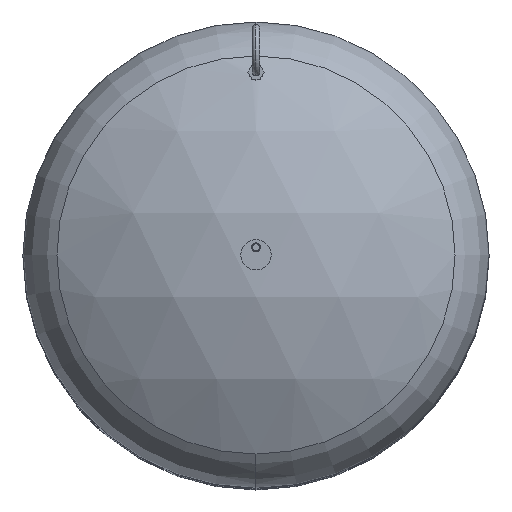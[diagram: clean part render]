
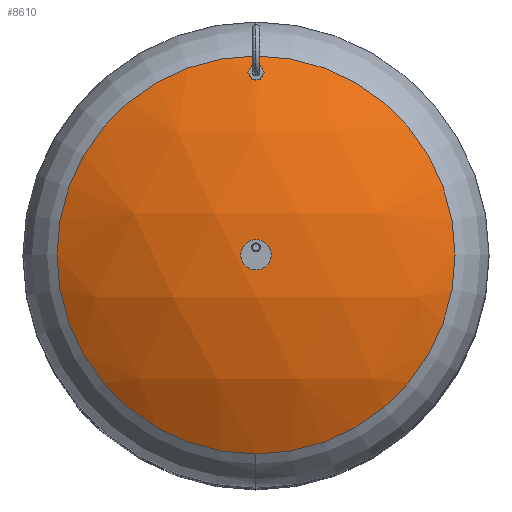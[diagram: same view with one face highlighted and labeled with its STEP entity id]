
A CAD part, top view. The second image highlights one B-rep face of the part: STEP entity #8610.
In plain terms, the highlighted spherical face has radius 594 mm.
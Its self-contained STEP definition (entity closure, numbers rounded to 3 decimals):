
#8409=CARTESIAN_POINT('',(0.,-315.931,2059.014));
#8410=VERTEX_POINT('',#8409);
#8426=CARTESIAN_POINT('',(0.,315.931,2059.014));
#8427=VERTEX_POINT('',#8426);
#8435=CARTESIAN_POINT('',(315.931,0.,2059.014));
#8436=VERTEX_POINT('',#8435);
#8437=CARTESIAN_POINT('',(0.,0.,2059.014));
#8438=DIRECTION('',(0.0,0.0,-1.0));
#8439=DIRECTION('',(1.0,0.0,0.0));
#8440=AXIS2_PLACEMENT_3D('',#8437,#8438,#8439);
#8441=CIRCLE('',#8440,315.931);
#8442=EDGE_CURVE('',#8427,#8436,#8441,.T.);
#8444=CARTESIAN_POINT('',(0.,0.,2059.014));
#8445=DIRECTION('',(0.0,0.0,-1.0));
#8446=DIRECTION('',(1.0,0.0,0.0));
#8447=AXIS2_PLACEMENT_3D('',#8444,#8445,#8446);
#8448=CIRCLE('',#8447,315.931);
#8449=EDGE_CURVE('',#8436,#8410,#8448,.T.);
#8461=CARTESIAN_POINT('',(0.,300.65,2068.294));
#8462=VERTEX_POINT('',#8461);
#8478=CARTESIAN_POINT('',(0.,279.35,2080.213));
#8479=VERTEX_POINT('',#8478);
#8486=CARTESIAN_POINT('',(0.,300.65,2068.294));
#8487=CARTESIAN_POINT('',(0.665,300.65,2068.294));
#8488=CARTESIAN_POINT('',(1.348,300.587,2068.33));
#8489=CARTESIAN_POINT('',(2.7,300.325,2068.478));
#8490=CARTESIAN_POINT('',(3.368,300.127,2068.591));
#8491=CARTESIAN_POINT('',(4.642,299.61,2068.883));
#8492=CARTESIAN_POINT('',(5.249,299.29,2069.063));
#8493=CARTESIAN_POINT('',(6.366,298.564,2069.474));
#8494=CARTESIAN_POINT('',(6.875,298.157,2069.704));
#8495=CARTESIAN_POINT('',(7.848,297.235,2070.224));
#8496=CARTESIAN_POINT('',(8.329,296.677,2070.538));
#8497=CARTESIAN_POINT('',(9.168,295.47,2071.219));
#8498=CARTESIAN_POINT('',(9.525,294.82,2071.584));
#8499=CARTESIAN_POINT('',(10.095,293.472,2072.342));
#8500=CARTESIAN_POINT('',(10.307,292.773,2072.734));
#8501=CARTESIAN_POINT('',(10.585,291.375,2073.519));
#8502=CARTESIAN_POINT('',(10.65,290.675,2073.911));
#8503=CARTESIAN_POINT('',(10.65,289.327,2074.665));
#8504=CARTESIAN_POINT('',(10.585,288.628,2075.055));
#8505=CARTESIAN_POINT('',(10.308,287.231,2075.836));
#8506=CARTESIAN_POINT('',(10.096,286.532,2076.225));
#8507=CARTESIAN_POINT('',(9.527,285.185,2076.976));
#8508=CARTESIAN_POINT('',(9.17,284.535,2077.337));
#8509=CARTESIAN_POINT('',(8.333,283.327,2078.009));
#8510=CARTESIAN_POINT('',(7.852,282.769,2078.319));
#8511=CARTESIAN_POINT('',(6.879,281.846,2078.831));
#8512=CARTESIAN_POINT('',(6.369,281.438,2079.057));
#8513=CARTESIAN_POINT('',(5.251,280.71,2079.46));
#8514=CARTESIAN_POINT('',(4.643,280.391,2079.637));
#8515=CARTESIAN_POINT('',(3.369,279.873,2079.924));
#8516=CARTESIAN_POINT('',(2.7,279.675,2080.034));
#8517=CARTESIAN_POINT('',(1.348,279.413,2080.178));
#8518=CARTESIAN_POINT('',(0.664,279.35,2080.213));
#8519=CARTESIAN_POINT('',(0.,279.35,2080.213));
#8520=B_SPLINE_CURVE_WITH_KNOTS('',3,(#8486,#8487,#8488,#8489,#8490,#8491,#8492,#8493,#8494,#8495,#8496,#8497,#8498,#8499,#8500,#8501,#8502,#8503,#8504,#8505,#8506,#8507,#8508,#8509,#8510,#8511,#8512,#8513,#8514,#8515,#8516,#8517,#8518,#8519),.UNSPECIFIED.,.F.,.U.,(4,2,2,2,2,2,2,2,2,2,2,2,2,2,2,2,4),(0.0,1.994,3.987,5.981,7.974,10.293,12.612,14.931,17.25,19.564,21.878,24.192,26.506,28.499,30.492,32.484,34.477),.UNSPECIFIED.);
#8521=EDGE_CURVE('',#8462,#8479,#8520,.T.);
#8532=CARTESIAN_POINT('',(0.,279.35,2080.213));
#8533=CARTESIAN_POINT('',(-0.664,279.35,2080.213));
#8534=CARTESIAN_POINT('',(-1.348,279.413,2080.178));
#8535=CARTESIAN_POINT('',(-2.7,279.675,2080.034));
#8536=CARTESIAN_POINT('',(-3.369,279.873,2079.924));
#8537=CARTESIAN_POINT('',(-4.643,280.391,2079.637));
#8538=CARTESIAN_POINT('',(-5.251,280.71,2079.46));
#8539=CARTESIAN_POINT('',(-6.369,281.438,2079.057));
#8540=CARTESIAN_POINT('',(-6.879,281.846,2078.831));
#8541=CARTESIAN_POINT('',(-7.852,282.769,2078.319));
#8542=CARTESIAN_POINT('',(-8.333,283.327,2078.009));
#8543=CARTESIAN_POINT('',(-9.17,284.535,2077.337));
#8544=CARTESIAN_POINT('',(-9.527,285.185,2076.976));
#8545=CARTESIAN_POINT('',(-10.096,286.532,2076.225));
#8546=CARTESIAN_POINT('',(-10.308,287.231,2075.836));
#8547=CARTESIAN_POINT('',(-10.585,288.628,2075.055));
#8548=CARTESIAN_POINT('',(-10.65,289.327,2074.665));
#8549=CARTESIAN_POINT('',(-10.65,290.675,2073.911));
#8550=CARTESIAN_POINT('',(-10.585,291.375,2073.519));
#8551=CARTESIAN_POINT('',(-10.307,292.773,2072.734));
#8552=CARTESIAN_POINT('',(-10.095,293.472,2072.342));
#8553=CARTESIAN_POINT('',(-9.525,294.82,2071.584));
#8554=CARTESIAN_POINT('',(-9.168,295.47,2071.219));
#8555=CARTESIAN_POINT('',(-8.329,296.677,2070.538));
#8556=CARTESIAN_POINT('',(-7.848,297.235,2070.224));
#8557=CARTESIAN_POINT('',(-6.875,298.157,2069.704));
#8558=CARTESIAN_POINT('',(-6.366,298.564,2069.474));
#8559=CARTESIAN_POINT('',(-5.249,299.29,2069.063));
#8560=CARTESIAN_POINT('',(-4.642,299.61,2068.883));
#8561=CARTESIAN_POINT('',(-3.368,300.127,2068.591));
#8562=CARTESIAN_POINT('',(-2.7,300.325,2068.478));
#8563=CARTESIAN_POINT('',(-1.348,300.587,2068.33));
#8564=CARTESIAN_POINT('',(-0.665,300.65,2068.294));
#8565=CARTESIAN_POINT('',(0.,300.65,2068.294));
#8566=B_SPLINE_CURVE_WITH_KNOTS('',3,(#8532,#8533,#8534,#8535,#8536,#8537,#8538,#8539,#8540,#8541,#8542,#8543,#8544,#8545,#8546,#8547,#8548,#8549,#8550,#8551,#8552,#8553,#8554,#8555,#8556,#8557,#8558,#8559,#8560,#8561,#8562,#8563,#8564,#8565),.UNSPECIFIED.,.F.,.U.,(4,2,2,2,2,2,2,2,2,2,2,2,2,2,2,2,4),(34.477,36.47,38.463,40.456,42.449,44.763,47.077,49.391,51.705,54.024,56.343,58.662,60.981,62.974,64.968,66.961,68.955),.UNSPECIFIED.);
#8567=EDGE_CURVE('',#8479,#8462,#8566,.T.);
#8590=CARTESIAN_POINT('',(0.,0.,1556.0));
#8591=DIRECTION('',(0.0,-1.0,0.0));
#8592=DIRECTION('',(-1.0,0.0,0.0));
#8593=AXIS2_PLACEMENT_3D('',#8590,#8591,#8592);
#8594=SPHERICAL_SURFACE('',#8593,594.0);
#8595=ORIENTED_EDGE('',*,*,#8521,.T.);
#8596=ORIENTED_EDGE('',*,*,#8567,.T.);
#8597=EDGE_LOOP('',(#8595,#8596));
#8598=FACE_OUTER_BOUND('',#8597,.T.);
#8599=ORIENTED_EDGE('',*,*,#8449,.F.);
#8600=ORIENTED_EDGE('',*,*,#8442,.F.);
#8601=CARTESIAN_POINT('',(0.,0.,2059.014));
#8602=DIRECTION('',(0.0,0.0,-1.0));
#8603=DIRECTION('',(1.0,0.0,0.0));
#8604=AXIS2_PLACEMENT_3D('',#8601,#8602,#8603);
#8605=CIRCLE('',#8604,315.931);
#8606=EDGE_CURVE('',#8410,#8427,#8605,.T.);
#8607=ORIENTED_EDGE('',*,*,#8606,.F.);
#8608=EDGE_LOOP('',(#8599,#8600,#8607));
#8609=FACE_BOUND('',#8608,.T.);
#8610=ADVANCED_FACE('',(#8598,#8609),#8594,.T.);
